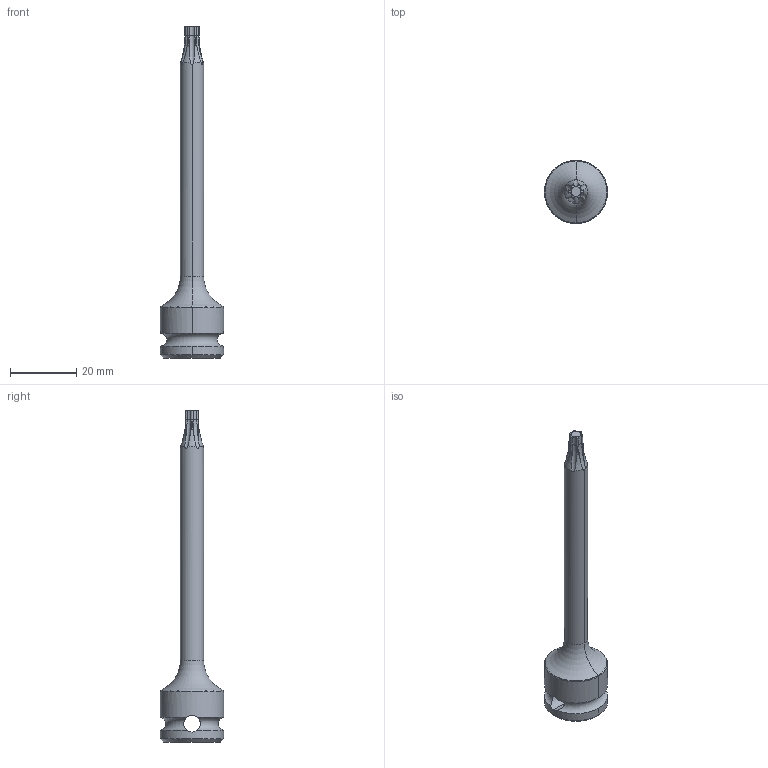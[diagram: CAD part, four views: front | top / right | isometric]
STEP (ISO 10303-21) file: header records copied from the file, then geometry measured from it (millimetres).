
FILE_DESCRIPTION((''),'2;1');
FILE_NAME('4027122725','2023-08-22T10:48:29',('A00565553'),(''),'CREO PARAMETRIC BY PTC INC, 2022414','CREO PARAMETRIC BY PTC INC, 2022414','');
FILE_SCHEMA(('CONFIG_CONTROL_DESIGN','GEOMETRIC_VALIDATION_PROPERTIES_MIM'));
Length unit declared in the file: millimetre
Products named in the file (1): 4027122725
Bounding box: 19 x 19 x 100 mm (x, y, z)
Volume: 6388.8 mm3; surface area: 3679.3 mm2
Topology: 1 solids, 1 shells, 93 faces, 236 edges, 144 vertices
Faces by surface type: cylinder 32, torus 30, cone 20, plane 11
Entity records: 4470 total; most frequent: CARTESIAN_POINT 1500, ORIENTED_EDGE 472, DIRECTION 426, PRESENTATION_STYLE_ASSIGNMENT 237, STYLED_ITEM 237, CURVE_STYLE 236, EDGE_CURVE 236, AXIS2_PLACEMENT_3D 187
